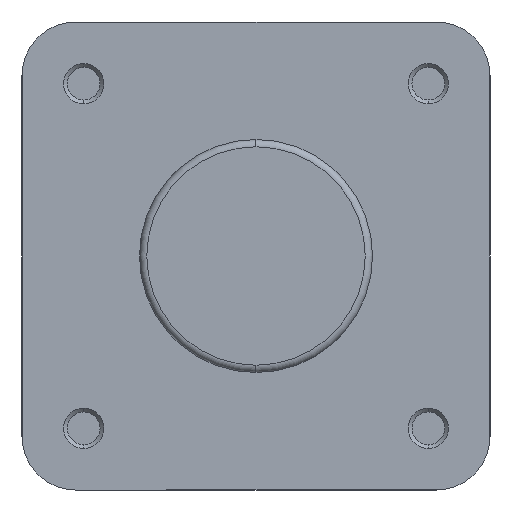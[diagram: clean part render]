
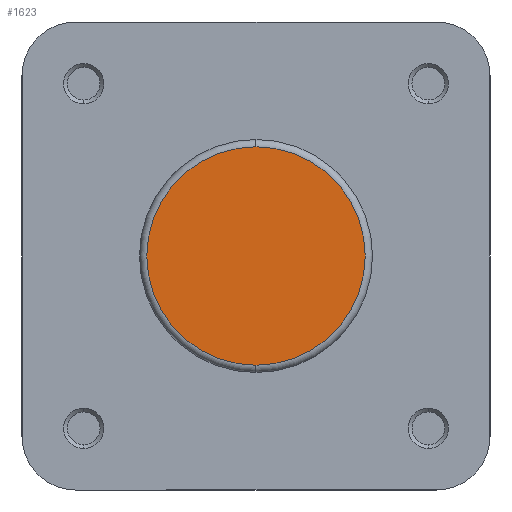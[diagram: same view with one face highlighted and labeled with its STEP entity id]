
A CAD part, left-side view. The second image highlights one B-rep face of the part: STEP entity #1623.
In plain terms, the highlighted planar face has unit normal (-1, 0, 0).
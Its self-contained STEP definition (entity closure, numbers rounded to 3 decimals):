
#339 = CARTESIAN_POINT ( 'NONE',  ( 0., 23.9, 0. ) ) ;
#340 = PLANE ( 'NONE',  #4602 ) ;
#342 = DIRECTION ( 'NONE',  ( 1., 0., 0. ) ) ;
#343 = DIRECTION ( 'NONE',  ( 0., 0., -1. ) ) ;
#828 = CARTESIAN_POINT ( 'NONE',  ( 0., 0., 0. ) ) ;
#829 = DIRECTION ( 'NONE',  ( -1., 0., 0. ) ) ;
#830 = DIRECTION ( 'NONE',  ( 0., 0., -1. ) ) ;
#841 = CARTESIAN_POINT ( 'NONE',  ( 0., 0., 0. ) ) ;
#842 = DIRECTION ( 'NONE',  ( -1., 0., 0. ) ) ;
#843 = DIRECTION ( 'NONE',  ( 0., 0., -1. ) ) ;
#1623 = ADVANCED_FACE ( 'NONE', ( #1755 ), #340, .F. ) ;
#1755 = FACE_OUTER_BOUND ( 'NONE', #4037, .T. ) ;
#2012 = CIRCLE ( 'NONE', #4736, 22.4 ) ;
#2019 = CIRCLE ( 'NONE', #4738, 22.4 ) ;
#2827 = CARTESIAN_POINT ( 'NONE',  ( 0., 0., -22.4 ) ) ;
#2841 = CARTESIAN_POINT ( 'NONE',  ( 0., 0., 22.4 ) ) ;
#3022 = EDGE_CURVE ( 'NONE', #5129, #5115, #2012, .T. ) ;
#3027 = EDGE_CURVE ( 'NONE', #5115, #5129, #2019, .T. ) ;
#3934 = ORIENTED_EDGE ( 'NONE', *, *, #3022, .T. ) ;
#3935 = ORIENTED_EDGE ( 'NONE', *, *, #3027, .T. ) ;
#4037 = EDGE_LOOP ( 'NONE', ( #3935, #3934 ) ) ;
#4602 = AXIS2_PLACEMENT_3D ( 'NONE', #339, #342, #343 ) ;
#4736 = AXIS2_PLACEMENT_3D ( 'NONE', #828, #829, #830 ) ;
#4738 = AXIS2_PLACEMENT_3D ( 'NONE', #841, #842, #843 ) ;
#5115 = VERTEX_POINT ( 'NONE', #2827 ) ;
#5129 = VERTEX_POINT ( 'NONE', #2841 ) ;
